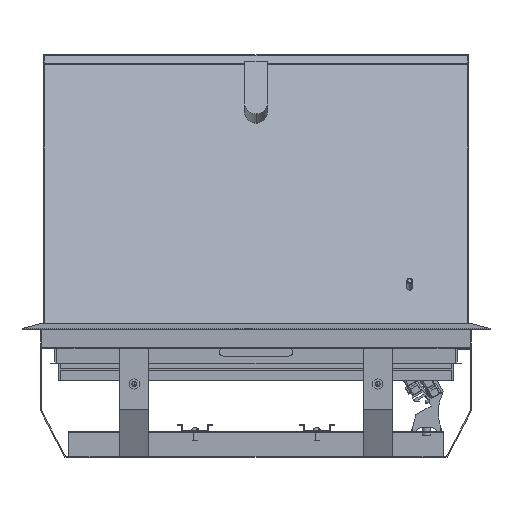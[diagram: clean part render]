
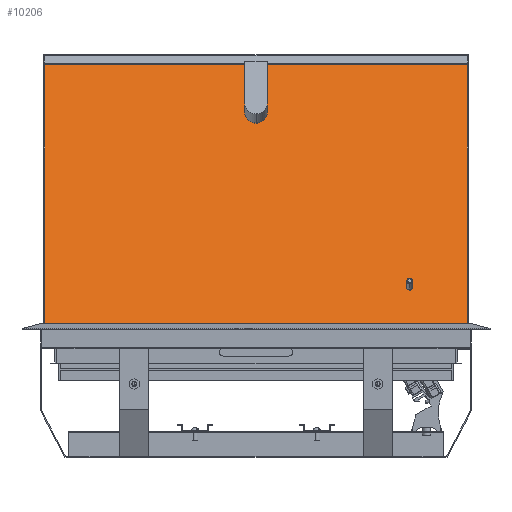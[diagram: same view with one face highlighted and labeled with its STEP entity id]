
A CAD part, left-side view. The second image highlights one B-rep face of the part: STEP entity #10206.
In plain terms, the highlighted face is planar.
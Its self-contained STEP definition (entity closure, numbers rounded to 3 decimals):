
#449 = DIRECTION ( 'NONE',  ( 0., 0., 1. ) ) ;
#644 = CIRCLE ( 'NONE', #4365, 3. ) ;
#1050 = CIRCLE ( 'NONE', #9796, 11.5 ) ;
#1076 = ORIENTED_EDGE ( 'NONE', *, *, #24624, .F. ) ;
#1088 = CARTESIAN_POINT ( 'NONE',  ( 152., 216.5, -1. ) ) ;
#1748 = DIRECTION ( 'NONE',  ( 1., 0., 0. ) ) ;
#1769 = CARTESIAN_POINT ( 'NONE',  ( 152., -216.5, -1. ) ) ;
#2191 = ORIENTED_EDGE ( 'NONE', *, *, #8143, .F. ) ;
#2574 = FACE_BOUND ( 'NONE', #5730, .T. ) ;
#4365 = AXIS2_PLACEMENT_3D ( 'NONE', #13050, #27390, #1748 ) ;
#4371 = EDGE_CURVE ( 'NONE', #18427, #7092, #8652, .T. ) ;
#4847 = LINE ( 'NONE', #27797, #24832 ) ;
#5266 = CARTESIAN_POINT ( 'NONE',  ( 0., 0., -1. ) ) ;
#5730 = EDGE_LOOP ( 'NONE', ( #6217, #10263 ) ) ;
#6217 = ORIENTED_EDGE ( 'NONE', *, *, #27064, .T. ) ;
#6591 = EDGE_LOOP ( 'NONE', ( #8464, #20945 ) ) ;
#6924 = VECTOR ( 'NONE', #22485, 1000. ) ;
#7080 = ORIENTED_EDGE ( 'NONE', *, *, #4371, .F. ) ;
#7092 = VERTEX_POINT ( 'NONE', #1769 ) ;
#7096 = DIRECTION ( 'NONE',  ( 1., 0., 0. ) ) ;
#7925 = VERTEX_POINT ( 'NONE', #19538 ) ;
#8143 = EDGE_CURVE ( 'NONE', #13874, #7925, #27488, .T. ) ;
#8458 = FACE_BOUND ( 'NONE', #6591, .T. ) ;
#8464 = ORIENTED_EDGE ( 'NONE', *, *, #20834, .F. ) ;
#8649 = CARTESIAN_POINT ( 'NONE',  ( 96., -157.5, -1. ) ) ;
#8652 = LINE ( 'NONE', #17660, #20600 ) ;
#8897 = VERTEX_POINT ( 'NONE', #15267 ) ;
#8900 = AXIS2_PLACEMENT_3D ( 'NONE', #5266, #27296, #7096 ) ;
#9056 = CARTESIAN_POINT ( 'NONE',  ( 0., 216.5, -1. ) ) ;
#9131 = VECTOR ( 'NONE', #20746, 1000. ) ;
#9766 = CIRCLE ( 'NONE', #15984, 11.5 ) ;
#9796 = AXIS2_PLACEMENT_3D ( 'NONE', #10764, #449, #24736 ) ;
#10206 = ADVANCED_FACE ( 'NONE', ( #2574, #10663, #8458 ), #25076, .F. ) ;
#10263 = ORIENTED_EDGE ( 'NONE', *, *, #23900, .T. ) ;
#10663 = FACE_OUTER_BOUND ( 'NONE', #15553, .T. ) ;
#10764 = CARTESIAN_POINT ( 'NONE',  ( -98., 0., -1. ) ) ;
#13050 = CARTESIAN_POINT ( 'NONE',  ( 93., -157.5, -1. ) ) ;
#13874 = VERTEX_POINT ( 'NONE', #1088 ) ;
#14361 = DIRECTION ( 'NONE',  ( 1., 0., 0. ) ) ;
#14853 = EDGE_CURVE ( 'NONE', #8897, #26720, #644, .T. ) ;
#15267 = CARTESIAN_POINT ( 'NONE',  ( 90., -157.5, -1. ) ) ;
#15392 = CARTESIAN_POINT ( 'NONE',  ( -109.5, 0., -1. ) ) ;
#15553 = EDGE_LOOP ( 'NONE', ( #1076, #2191, #25828, #7080 ) ) ;
#15686 = DIRECTION ( 'NONE',  ( 0., -1., 0. ) ) ;
#15984 = AXIS2_PLACEMENT_3D ( 'NONE', #22500, #19747, #14361 ) ;
#17660 = CARTESIAN_POINT ( 'NONE',  ( 0., -216.5, -1. ) ) ;
#18427 = VERTEX_POINT ( 'NONE', #22941 ) ;
#19538 = CARTESIAN_POINT ( 'NONE',  ( -152., 216.5, -1. ) ) ;
#19747 = DIRECTION ( 'NONE',  ( 0., 0., 1. ) ) ;
#20233 = CARTESIAN_POINT ( 'NONE',  ( 152., 0., -1. ) ) ;
#20600 = VECTOR ( 'NONE', #22593, 1000. ) ;
#20688 = LINE ( 'NONE', #20233, #6924 ) ;
#20746 = DIRECTION ( 'NONE',  ( -1., 0., 0. ) ) ;
#20834 = EDGE_CURVE ( 'NONE', #26720, #8897, #27147, .T. ) ;
#20945 = ORIENTED_EDGE ( 'NONE', *, *, #14853, .F. ) ;
#21896 = VERTEX_POINT ( 'NONE', #15392 ) ;
#22040 = VERTEX_POINT ( 'NONE', #27181 ) ;
#22190 = AXIS2_PLACEMENT_3D ( 'NONE', #23060, #26218, #23543 ) ;
#22485 = DIRECTION ( 'NONE',  ( 0., 1., 0. ) ) ;
#22500 = CARTESIAN_POINT ( 'NONE',  ( -98., 0., -1. ) ) ;
#22593 = DIRECTION ( 'NONE',  ( 1., 0., 0. ) ) ;
#22941 = CARTESIAN_POINT ( 'NONE',  ( -152., -216.5, -1. ) ) ;
#23060 = CARTESIAN_POINT ( 'NONE',  ( 93., -157.5, -1. ) ) ;
#23543 = DIRECTION ( 'NONE',  ( 1., 0., 0. ) ) ;
#23900 = EDGE_CURVE ( 'NONE', #21896, #22040, #1050, .T. ) ;
#24624 = EDGE_CURVE ( 'NONE', #7925, #18427, #4847, .T. ) ;
#24736 = DIRECTION ( 'NONE',  ( 1., 0., 0. ) ) ;
#24832 = VECTOR ( 'NONE', #15686, 1000. ) ;
#25076 = PLANE ( 'NONE',  #8900 ) ;
#25828 = ORIENTED_EDGE ( 'NONE', *, *, #25947, .F. ) ;
#25947 = EDGE_CURVE ( 'NONE', #7092, #13874, #20688, .T. ) ;
#26218 = DIRECTION ( 'NONE',  ( 0., 0., -1. ) ) ;
#26720 = VERTEX_POINT ( 'NONE', #8649 ) ;
#27064 = EDGE_CURVE ( 'NONE', #22040, #21896, #9766, .T. ) ;
#27147 = CIRCLE ( 'NONE', #22190, 3. ) ;
#27181 = CARTESIAN_POINT ( 'NONE',  ( -86.5, 0., -1. ) ) ;
#27296 = DIRECTION ( 'NONE',  ( 0., 0., 1. ) ) ;
#27390 = DIRECTION ( 'NONE',  ( 0., 0., -1. ) ) ;
#27488 = LINE ( 'NONE', #9056, #9131 ) ;
#27797 = CARTESIAN_POINT ( 'NONE',  ( -152., 0., -1. ) ) ;
